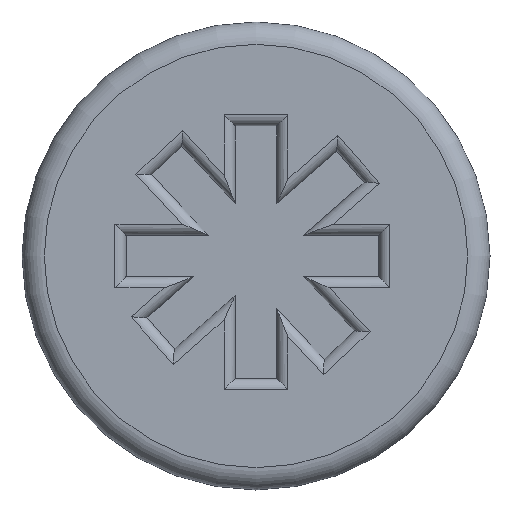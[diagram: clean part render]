
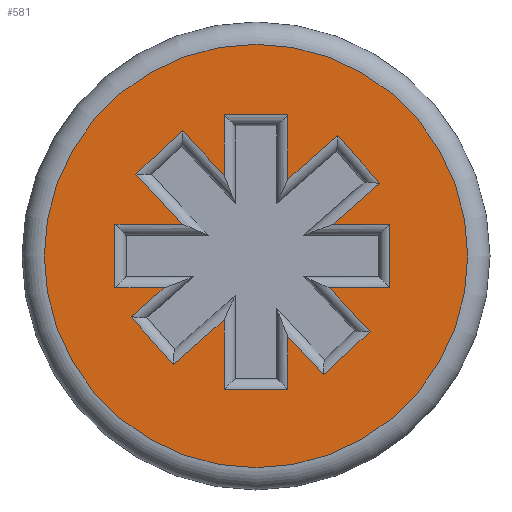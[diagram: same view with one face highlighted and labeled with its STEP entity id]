
A CAD part, front view. The second image highlights one B-rep face of the part: STEP entity #581.
In plain terms, the highlighted planar face has unit normal (0, -1, 0).
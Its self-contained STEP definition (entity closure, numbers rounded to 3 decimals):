
#17=FACE_BOUND('',#90,.T.);
#19=CIRCLE('',#652,1.9);
#29=PLANE('',#651);
#57=FACE_OUTER_BOUND('',#89,.T.);
#89=EDGE_LOOP('',(#459));
#90=EDGE_LOOP('',(#460,#461,#462,#463,#464,#465,#466,#467,#468,#469,#470,
#471,#472,#473,#474,#475,#476,#477,#478,#479,#480,#481,#482,#483));
#123=LINE('',#857,#173);
#125=LINE('',#865,#175);
#127=LINE('',#871,#177);
#129=LINE('',#877,#179);
#131=LINE('',#883,#181);
#133=LINE('',#889,#183);
#135=LINE('',#895,#185);
#137=LINE('',#901,#187);
#139=LINE('',#908,#189);
#141=LINE('',#916,#191);
#143=LINE('',#922,#193);
#145=LINE('',#928,#195);
#148=LINE('',#936,#198);
#150=LINE('',#942,#200);
#152=LINE('',#948,#202);
#154=LINE('',#954,#204);
#155=LINE('',#957,#205);
#158=LINE('',#963,#208);
#160=LINE('',#969,#210);
#162=LINE('',#975,#212);
#164=LINE('',#981,#214);
#166=LINE('',#987,#216);
#168=LINE('',#993,#218);
#170=LINE('',#997,#220);
#173=VECTOR('',#673,10.);
#175=VECTOR('',#681,10.);
#177=VECTOR('',#687,10.);
#179=VECTOR('',#693,10.);
#181=VECTOR('',#699,10.);
#183=VECTOR('',#705,10.);
#185=VECTOR('',#711,10.);
#187=VECTOR('',#717,10.);
#189=VECTOR('',#723,10.);
#191=VECTOR('',#731,10.);
#193=VECTOR('',#737,10.);
#195=VECTOR('',#743,10.);
#198=VECTOR('',#750,10.);
#200=VECTOR('',#756,10.);
#202=VECTOR('',#762,10.);
#204=VECTOR('',#768,10.);
#205=VECTOR('',#773,10.);
#208=VECTOR('',#778,10.);
#210=VECTOR('',#784,10.);
#212=VECTOR('',#790,10.);
#214=VECTOR('',#796,10.);
#216=VECTOR('',#802,10.);
#218=VECTOR('',#808,10.);
#220=VECTOR('',#814,10.);
#223=VERTEX_POINT('',#855);
#224=VERTEX_POINT('',#856);
#227=VERTEX_POINT('',#864);
#229=VERTEX_POINT('',#870);
#231=VERTEX_POINT('',#876);
#233=VERTEX_POINT('',#882);
#235=VERTEX_POINT('',#888);
#237=VERTEX_POINT('',#894);
#239=VERTEX_POINT('',#900);
#241=VERTEX_POINT('',#906);
#242=VERTEX_POINT('',#907);
#245=VERTEX_POINT('',#915);
#247=VERTEX_POINT('',#921);
#249=VERTEX_POINT('',#927);
#252=VERTEX_POINT('',#935);
#254=VERTEX_POINT('',#941);
#256=VERTEX_POINT('',#947);
#258=VERTEX_POINT('',#953);
#260=VERTEX_POINT('',#962);
#262=VERTEX_POINT('',#968);
#264=VERTEX_POINT('',#974);
#266=VERTEX_POINT('',#980);
#268=VERTEX_POINT('',#986);
#270=VERTEX_POINT('',#992);
#271=VERTEX_POINT('',#999);
#279=EDGE_CURVE('',#223,#224,#123,.T.);
#283=EDGE_CURVE('',#224,#227,#125,.T.);
#286=EDGE_CURVE('',#227,#229,#127,.T.);
#289=EDGE_CURVE('',#229,#231,#129,.T.);
#292=EDGE_CURVE('',#231,#233,#131,.T.);
#295=EDGE_CURVE('',#233,#235,#133,.T.);
#298=EDGE_CURVE('',#235,#237,#135,.T.);
#301=EDGE_CURVE('',#237,#239,#137,.T.);
#304=EDGE_CURVE('',#241,#242,#139,.T.);
#308=EDGE_CURVE('',#242,#245,#141,.T.);
#311=EDGE_CURVE('',#245,#247,#143,.T.);
#314=EDGE_CURVE('',#247,#249,#145,.T.);
#318=EDGE_CURVE('',#249,#252,#148,.T.);
#321=EDGE_CURVE('',#252,#254,#150,.T.);
#324=EDGE_CURVE('',#254,#256,#152,.T.);
#327=EDGE_CURVE('',#256,#258,#154,.T.);
#329=EDGE_CURVE('',#239,#241,#155,.T.);
#332=EDGE_CURVE('',#258,#260,#158,.T.);
#335=EDGE_CURVE('',#260,#262,#160,.T.);
#338=EDGE_CURVE('',#262,#264,#162,.T.);
#341=EDGE_CURVE('',#264,#266,#164,.T.);
#344=EDGE_CURVE('',#266,#268,#166,.T.);
#347=EDGE_CURVE('',#268,#270,#168,.T.);
#350=EDGE_CURVE('',#270,#223,#170,.T.);
#351=EDGE_CURVE('',#271,#271,#19,.T.);
#459=ORIENTED_EDGE('',*,*,#351,.F.);
#460=ORIENTED_EDGE('',*,*,#304,.F.);
#461=ORIENTED_EDGE('',*,*,#329,.F.);
#462=ORIENTED_EDGE('',*,*,#301,.F.);
#463=ORIENTED_EDGE('',*,*,#298,.F.);
#464=ORIENTED_EDGE('',*,*,#295,.F.);
#465=ORIENTED_EDGE('',*,*,#292,.F.);
#466=ORIENTED_EDGE('',*,*,#289,.F.);
#467=ORIENTED_EDGE('',*,*,#286,.F.);
#468=ORIENTED_EDGE('',*,*,#283,.F.);
#469=ORIENTED_EDGE('',*,*,#279,.F.);
#470=ORIENTED_EDGE('',*,*,#350,.F.);
#471=ORIENTED_EDGE('',*,*,#347,.F.);
#472=ORIENTED_EDGE('',*,*,#344,.F.);
#473=ORIENTED_EDGE('',*,*,#341,.F.);
#474=ORIENTED_EDGE('',*,*,#338,.F.);
#475=ORIENTED_EDGE('',*,*,#335,.F.);
#476=ORIENTED_EDGE('',*,*,#332,.F.);
#477=ORIENTED_EDGE('',*,*,#327,.F.);
#478=ORIENTED_EDGE('',*,*,#324,.F.);
#479=ORIENTED_EDGE('',*,*,#321,.F.);
#480=ORIENTED_EDGE('',*,*,#318,.F.);
#481=ORIENTED_EDGE('',*,*,#314,.F.);
#482=ORIENTED_EDGE('',*,*,#311,.F.);
#483=ORIENTED_EDGE('',*,*,#308,.F.);
#581=ADVANCED_FACE('',(#57,#17),#29,.F.);
#651=AXIS2_PLACEMENT_3D('',#998,#815,#816);
#652=AXIS2_PLACEMENT_3D('',#1000,#817,#818);
#673=DIRECTION('',(-0.752,0.,-0.66));
#681=DIRECTION('',(0.66,0.,-0.752));
#687=DIRECTION('',(0.752,0.,0.66));
#693=DIRECTION('',(0.,0.,-1.));
#699=DIRECTION('',(1.,0.,0.));
#705=DIRECTION('',(0.,0.,1.));
#711=DIRECTION('',(0.683,0.,-0.731));
#717=DIRECTION('',(0.731,0.,0.683));
#723=DIRECTION('',(1.,0.,0.));
#731=DIRECTION('',(0.,0.,1.));
#737=DIRECTION('',(-1.,0.,0.));
#743=DIRECTION('',(0.752,0.,0.66));
#750=DIRECTION('',(-0.66,0.,0.752));
#756=DIRECTION('',(-0.752,0.,-0.66));
#762=DIRECTION('',(0.,0.,1.));
#768=DIRECTION('',(-1.,0.,0.));
#773=DIRECTION('',(-0.683,0.,0.731));
#778=DIRECTION('',(0.,0.,-1.));
#784=DIRECTION('',(-0.683,0.,0.731));
#790=DIRECTION('',(-0.731,0.,-0.683));
#796=DIRECTION('',(0.683,0.,-0.731));
#802=DIRECTION('',(-1.,0.,0.));
#808=DIRECTION('',(0.,0.,-1.));
#814=DIRECTION('',(1.,0.,0.));
#815=DIRECTION('center_axis',(0.,1.,0.));
#816=DIRECTION('ref_axis',(1.,0.,0.));
#817=DIRECTION('center_axis',(0.,1.,0.));
#818=DIRECTION('ref_axis',(1.,0.,0.));
#855=CARTESIAN_POINT('',(20.375,0.,12.814));
#856=CARTESIAN_POINT('',(20.08,0.,12.555));
#857=CARTESIAN_POINT('',(20.569,0.,12.984));
#864=CARTESIAN_POINT('',(20.457,0.,12.125));
#865=CARTESIAN_POINT('',(20.344,0.,12.254));
#870=CARTESIAN_POINT('',(20.914,0.,12.527));
#871=CARTESIAN_POINT('',(21.22,0.,12.795));
#876=CARTESIAN_POINT('',(20.914,0.,11.901));
#877=CARTESIAN_POINT('',(20.914,0.,12.55));
#882=CARTESIAN_POINT('',(21.486,0.,11.901));
#883=CARTESIAN_POINT('',(21.293,0.,11.901));
#888=CARTESIAN_POINT('',(21.486,0.,12.376));
#889=CARTESIAN_POINT('',(21.486,0.,12.865));
#894=CARTESIAN_POINT('',(21.807,0.,12.033));
#895=CARTESIAN_POINT('',(21.365,0.,12.505));
#900=CARTESIAN_POINT('',(22.224,0.,12.423));
#901=CARTESIAN_POINT('',(22.083,0.,12.291));
#906=CARTESIAN_POINT('',(21.858,0.,12.814));
#907=CARTESIAN_POINT('',(22.401,0.,12.814));
#908=CARTESIAN_POINT('',(21.751,0.,12.814));
#915=CARTESIAN_POINT('',(22.401,0.,13.386));
#916=CARTESIAN_POINT('',(22.401,0.,13.193));
#921=CARTESIAN_POINT('',(21.893,0.,13.386));
#922=CARTESIAN_POINT('',(21.414,0.,13.386));
#927=CARTESIAN_POINT('',(22.311,0.,13.753));
#928=CARTESIAN_POINT('',(21.798,0.,13.302));
#935=CARTESIAN_POINT('',(21.934,0.,14.182));
#936=CARTESIAN_POINT('',(22.075,0.,14.021));
#941=CARTESIAN_POINT('',(21.486,0.,13.789));
#942=CARTESIAN_POINT('',(21.151,0.,13.495));
#947=CARTESIAN_POINT('',(21.486,0.,14.368));
#948=CARTESIAN_POINT('',(21.486,0.,13.684));
#953=CARTESIAN_POINT('',(20.914,0.,14.368));
#954=CARTESIAN_POINT('',(21.107,0.,14.368));
#957=CARTESIAN_POINT('',(21.555,0.,13.139));
#962=CARTESIAN_POINT('',(20.914,0.,13.824));
#963=CARTESIAN_POINT('',(20.914,0.,13.335));
#968=CARTESIAN_POINT('',(20.54,0.,14.225));
#969=CARTESIAN_POINT('',(21.008,0.,13.724));
#974=CARTESIAN_POINT('',(20.122,0.,13.835));
#975=CARTESIAN_POINT('',(20.263,0.,13.967));
#980=CARTESIAN_POINT('',(20.542,0.,13.386));
#981=CARTESIAN_POINT('',(20.845,0.,13.061));
#986=CARTESIAN_POINT('',(19.934,0.,13.386));
#987=CARTESIAN_POINT('',(20.617,0.,13.386));
#992=CARTESIAN_POINT('',(19.934,0.,12.814));
#993=CARTESIAN_POINT('',(19.934,0.,13.007));
#997=CARTESIAN_POINT('',(20.92,0.,12.814));
#998=CARTESIAN_POINT('Origin',(21.2,0.,13.1));
#999=CARTESIAN_POINT('',(21.2,0.,11.2));
#1000=CARTESIAN_POINT('Origin',(21.2,0.,13.1));
